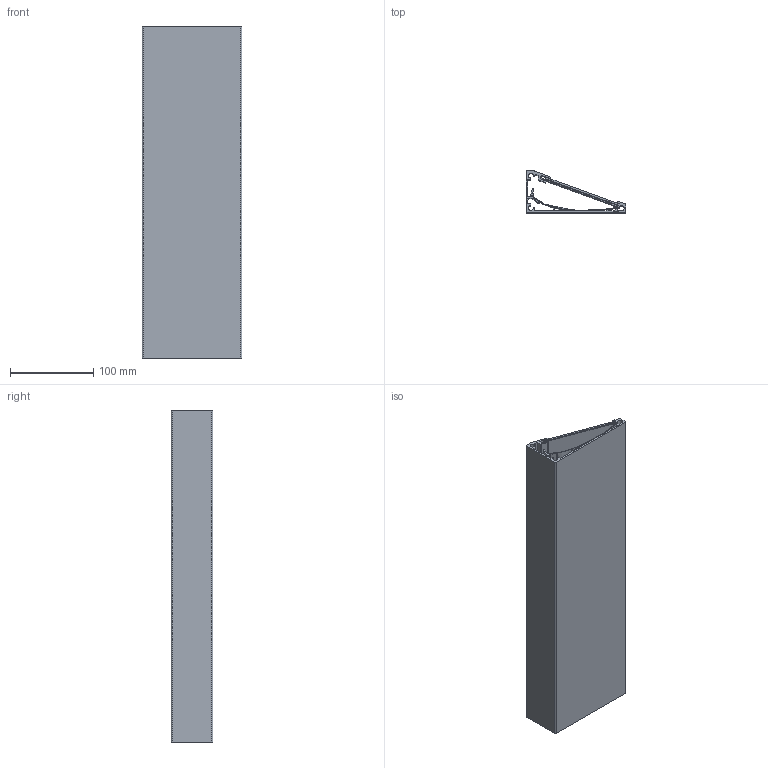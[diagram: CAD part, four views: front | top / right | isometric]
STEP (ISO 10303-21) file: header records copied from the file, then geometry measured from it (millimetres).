
FILE_DESCRIPTION((''),'2;1');
FILE_NAME('AP015_ASM','2020-08-27T',('Administrator'),(''),'PRO/ENGINEER BY PARAMETRIC TECHNOLOGY CORPORATION, 2011310','PRO/ENGINEER BY PARAMETRIC TECHNOLOGY CORPORATION, 2011310','');
FILE_SCHEMA(('AUTOMOTIVE_DESIGN_CC2 { 1 2 10303 214 -1 1 5 2 }'));
Length unit declared in the file: millimetre
Products named in the file (6): BASE; DIFFUSE-1; DIFFUSE-2; REFLECTOR; STOPPER; AP015_ASM
Assembly tree (5 placements, depth 2):
  AP015_ASM
    BASE
    DIFFUSE-1
    DIFFUSE-2
    REFLECTOR
    STOPPER
Bounding box: 120 x 50 x 400 mm (x, y, z)
Volume: 395463 mm3; surface area: 470329 mm2
Topology: 5 solids, 5 shells, 189 faces, 537 edges, 358 vertices
Faces by surface type: plane 102, cylinder 81, extrusion 6
Entity records: 8140 total; most frequent: CARTESIAN_POINT 1312, DIRECTION 1081, ORIENTED_EDGE 1074, PRESENTATION_STYLE_ASSIGNMENT 542, STYLED_ITEM 542, CURVE_STYLE 537, EDGE_CURVE 537, VECTOR 369
